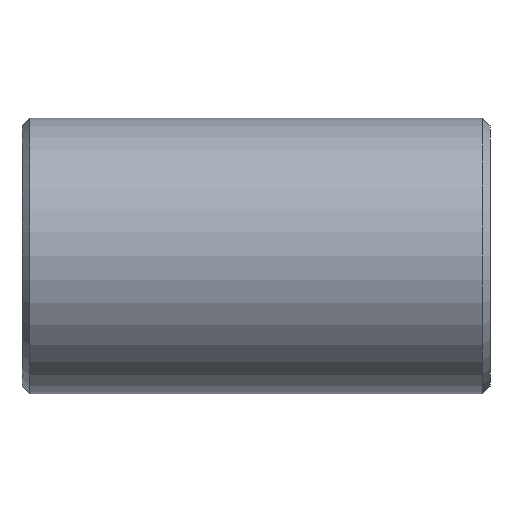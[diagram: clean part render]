
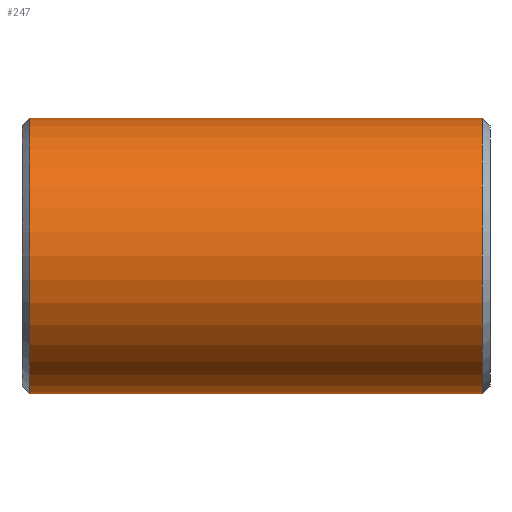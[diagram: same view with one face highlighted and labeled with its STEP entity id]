
A CAD part, front view. The second image highlights one B-rep face of the part: STEP entity #247.
In plain terms, the highlighted cylindrical face has radius 84.138 mm (diameter 168.275 mm), a partial arc.
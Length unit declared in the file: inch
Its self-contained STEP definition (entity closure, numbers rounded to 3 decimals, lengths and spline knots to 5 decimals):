
#12 = AXIS2_PLACEMENT_3D ( 'NONE', #394, #541, #191 ) ;
#16 = EDGE_CURVE ( 'NONE', #508, #769, #521, .T. ) ;
#22 = CARTESIAN_POINT ( 'NONE',  ( -5.43267, 0., 0. ) ) ;
#52 = FACE_OUTER_BOUND ( 'NONE', #355, .T. ) ;
#54 = AXIS2_PLACEMENT_3D ( 'NONE', #22, #721, #512 ) ;
#85 = CARTESIAN_POINT ( 'NONE',  ( 5.43267, 0., 0. ) ) ;
#90 = EDGE_CURVE ( 'NONE', #778, #707, #612, .T. ) ;
#149 = LINE ( 'NONE', #426, #850 ) ;
#191 = DIRECTION ( 'NONE',  ( 0., 0., 1. ) ) ;
#199 = CYLINDRICAL_SURFACE ( 'NONE', #12, 3.3125 ) ;
#247 = ADVANCED_FACE ( 'NONE', ( #52 ), #199, .T. ) ;
#313 = EDGE_CURVE ( 'NONE', #707, #508, #314, .T. ) ;
#314 = LINE ( 'NONE', #468, #654 ) ;
#355 = EDGE_LOOP ( 'NONE', ( #649, #858, #363, #621 ) ) ;
#363 = ORIENTED_EDGE ( 'NONE', *, *, #313, .T. ) ;
#394 = CARTESIAN_POINT ( 'NONE',  ( 5.62, 0., 0. ) ) ;
#408 = DIRECTION ( 'NONE',  ( -1., 0., 0. ) ) ;
#426 = CARTESIAN_POINT ( 'NONE',  ( 5.62, 0., -3.3125 ) ) ;
#448 = CARTESIAN_POINT ( 'NONE',  ( 5.43267, 0., 3.3125 ) ) ;
#462 = CARTESIAN_POINT ( 'NONE',  ( 5.43267, 0., -3.3125 ) ) ;
#468 = CARTESIAN_POINT ( 'NONE',  ( 5.62, 0., 3.3125 ) ) ;
#508 = VERTEX_POINT ( 'NONE', #775 ) ;
#512 = DIRECTION ( 'NONE',  ( 0., 0., 1. ) ) ;
#521 = CIRCLE ( 'NONE', #54, 3.3125 ) ;
#541 = DIRECTION ( 'NONE',  ( -1., 0., 0. ) ) ;
#588 = EDGE_CURVE ( 'NONE', #778, #769, #149, .T. ) ;
#612 = CIRCLE ( 'NONE', #730, 3.3125 ) ;
#621 = ORIENTED_EDGE ( 'NONE', *, *, #16, .T. ) ;
#649 = ORIENTED_EDGE ( 'NONE', *, *, #588, .F. ) ;
#654 = VECTOR ( 'NONE', #408, 39.37008 ) ;
#707 = VERTEX_POINT ( 'NONE', #448 ) ;
#721 = DIRECTION ( 'NONE',  ( 1., 0., 0. ) ) ;
#730 = AXIS2_PLACEMENT_3D ( 'NONE', #85, #836, #902 ) ;
#752 = CARTESIAN_POINT ( 'NONE',  ( -5.43267, 0., -3.3125 ) ) ;
#769 = VERTEX_POINT ( 'NONE', #752 ) ;
#775 = CARTESIAN_POINT ( 'NONE',  ( -5.43267, 0., 3.3125 ) ) ;
#778 = VERTEX_POINT ( 'NONE', #462 ) ;
#784 = DIRECTION ( 'NONE',  ( -1., 0., 0. ) ) ;
#836 = DIRECTION ( 'NONE',  ( -1., 0., 0. ) ) ;
#850 = VECTOR ( 'NONE', #784, 39.37008 ) ;
#858 = ORIENTED_EDGE ( 'NONE', *, *, #90, .T. ) ;
#902 = DIRECTION ( 'NONE',  ( 0., 0., -1. ) ) ;
